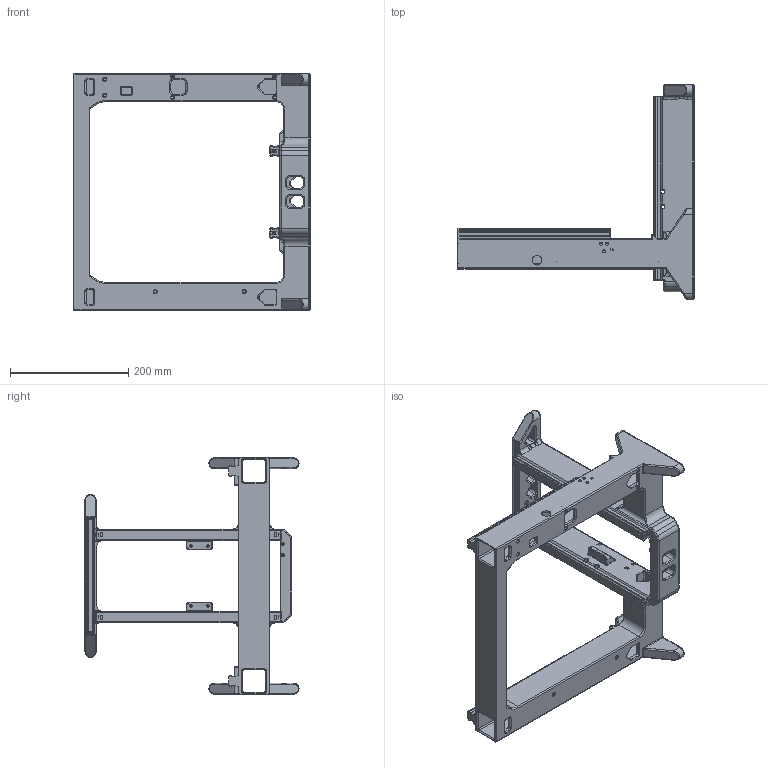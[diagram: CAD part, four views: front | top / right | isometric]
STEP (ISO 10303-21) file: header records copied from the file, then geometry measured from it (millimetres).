
FILE_DESCRIPTION(/* description */ (''),/* implementation_level */ '2;1');
FILE_NAME(/* name */ 'MULBOT_DL1 v4.step',/* time_stamp */ '2019-10-20T01:51:34-07:00',/* author */ (''),/* organization */ (''),/* preprocessor_version */ 'ST-DEVELOPER v18',/* originating_system */ 'Autodesk Translation Framework v8.6.0.1094',/* authorisation */ '');
FILE_SCHEMA (('AUTOMOTIVE_DESIGN { 1 0 10303 214 3 1 1 }'));
Products named in the file (3): MULBOT_DL1; Z-AXIS FRAME *** COMBINED FRAME ***; *** THIS ONE ***
Assembly tree (2 placements, depth 3):
  MULBOT_DL1
    Z-AXIS FRAME *** COMBINED FRAME ***
      *** THIS ONE ***
Bounding box: 399 x 361.99 x 400 mm (x, y, z)
Volume: 2744868.5 mm3; surface area: 565682.5 mm2
Topology: 1 solids, 1 shells, 1495 faces, 3837 edges, 2308 vertices
Faces by surface type: cylinder 645, plane 395, torus 228, bspline 113, cone 100, sphere 14
Full cylindrical faces by diameter (mm): 3.404 x20, 5.055 x17, 5.08 x5, 5.1 x3, 6.35 x4, 6.502 x4, 15.875 x1
Entity records: 52035 total; most frequent: CARTESIAN_POINT 15288, DIRECTION 8009, ORIENTED_EDGE 7620, EDGE_CURVE 3810, AXIS2_PLACEMENT_3D 3111, VERTEX_POINT 2308, LINE 1787, VECTOR 1787
